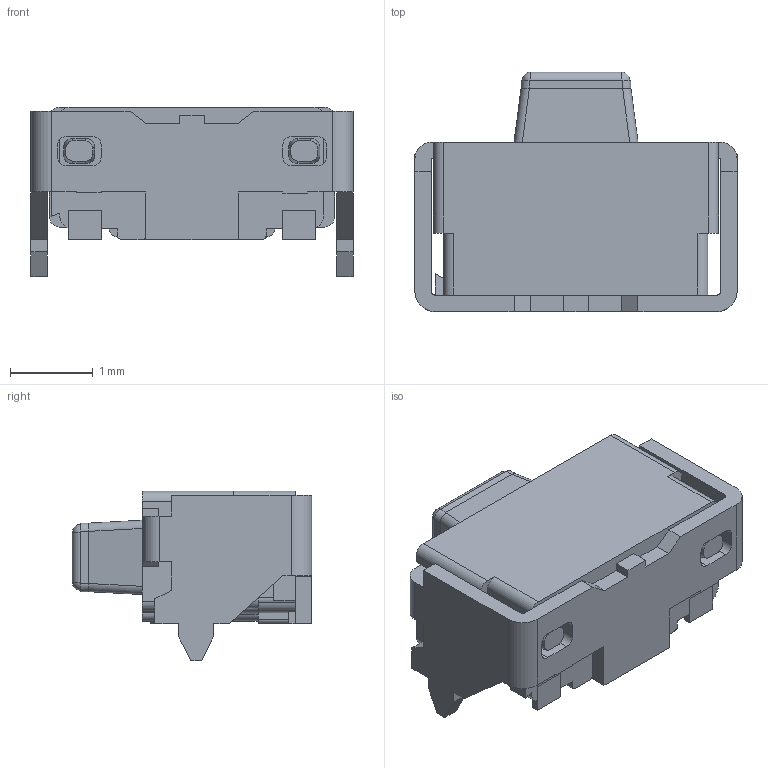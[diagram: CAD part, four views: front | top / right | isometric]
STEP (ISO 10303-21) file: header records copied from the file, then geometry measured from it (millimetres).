
FILE_DESCRIPTION (( 'STEP AP214' ), '1' );
FILE_NAME ('EVP-AKE31A.STEP', '2019-02-27T12:46:29', ( '' ), ( '' ), 'SwSTEP 2.0', 'SolidWorks 2017', '' );
FILE_SCHEMA (( 'AUTOMOTIVE_DESIGN' ));
Length unit declared in the file: millimetre
Products named in the file (1): EVP-AKE31A
Bounding box: 3.9 x 2.9 x 2.05 mm (x, y, z)
Volume: 12.1 mm3; surface area: 62.2 mm2
Topology: 5 solids, 5 shells, 265 faces, 730 edges, 475 vertices
Faces by surface type: plane 188, cylinder 67, bspline 6, sphere 4
Entity records: 8479 total; most frequent: CARTESIAN_POINT 1741, ORIENTED_EDGE 1452, DIRECTION 1285, EDGE_CURVE 726, LINE 565, VECTOR 565, VERTEX_POINT 475, AXIS2_PLACEMENT_3D 360
